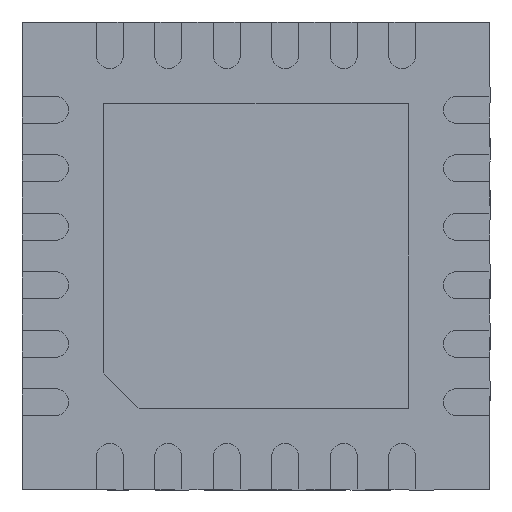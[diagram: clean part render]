
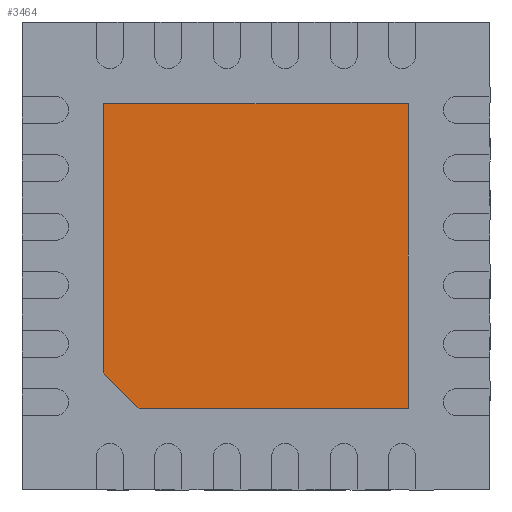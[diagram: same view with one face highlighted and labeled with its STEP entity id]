
A CAD part, front view. The second image highlights one B-rep face of the part: STEP entity #3464.
In plain terms, the highlighted planar face has unit normal (0, -1, 0).
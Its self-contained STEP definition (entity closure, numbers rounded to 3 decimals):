
#1 = VECTOR ( 'NONE', #7138, 1000. ) ;
#334 = EDGE_CURVE ( 'NONE', #6223, #5773, #6312, .T. ) ;
#430 = ORIENTED_EDGE ( 'NONE', *, *, #334, .T. ) ;
#941 = CARTESIAN_POINT ( 'NONE',  ( 1.3, 0., 1.3 ) ) ;
#1866 = VERTEX_POINT ( 'NONE', #3996 ) ;
#1920 = EDGE_CURVE ( 'NONE', #1866, #6332, #2230, .T. ) ;
#1925 = CARTESIAN_POINT ( 'NONE',  ( 1.3, 0., -1.3 ) ) ;
#1945 = EDGE_CURVE ( 'NONE', #6332, #6576, #7615, .T. ) ;
#2109 = CARTESIAN_POINT ( 'NONE',  ( -1.3, 0., -1. ) ) ;
#2230 = LINE ( 'NONE', #2109, #2736 ) ;
#2363 = CARTESIAN_POINT ( 'NONE',  ( 0., 0., 0. ) ) ;
#2391 = ORIENTED_EDGE ( 'NONE', *, *, #1945, .T. ) ;
#2416 = LINE ( 'NONE', #1925, #1 ) ;
#2466 = AXIS2_PLACEMENT_3D ( 'NONE', #2363, #3728, #5609 ) ;
#2471 = CARTESIAN_POINT ( 'NONE',  ( -1., 0., -1.3 ) ) ;
#2559 = ORIENTED_EDGE ( 'NONE', *, *, #1920, .T. ) ;
#2736 = VECTOR ( 'NONE', #6036, 1000. ) ;
#3446 = CARTESIAN_POINT ( 'NONE',  ( -1., 0., -1.3 ) ) ;
#3464 = ADVANCED_FACE ( 'NONE', ( #7484 ), #6284, .T. ) ;
#3492 = DIRECTION ( 'NONE',  ( -1., 0., 0. ) ) ;
#3728 = DIRECTION ( 'NONE',  ( 0., -1., 0. ) ) ;
#3807 = CARTESIAN_POINT ( 'NONE',  ( 1.3, 0., 1.3 ) ) ;
#3853 = DIRECTION ( 'NONE',  ( 0., 0., -1. ) ) ;
#3990 = EDGE_LOOP ( 'NONE', ( #7651, #2559, #2391, #8053, #430 ) ) ;
#3996 = CARTESIAN_POINT ( 'NONE',  ( -1.3, 0., -1. ) ) ;
#4043 = CARTESIAN_POINT ( 'NONE',  ( 1.3, 0., -1.3 ) ) ;
#4101 = DIRECTION ( 'NONE',  ( 1., 0., 0. ) ) ;
#4147 = VECTOR ( 'NONE', #4101, 1000. ) ;
#4682 = EDGE_CURVE ( 'NONE', #5773, #1866, #5228, .T. ) ;
#5228 = LINE ( 'NONE', #7831, #7272 ) ;
#5609 = DIRECTION ( 'NONE',  ( 0., 0., -1. ) ) ;
#5773 = VERTEX_POINT ( 'NONE', #6350 ) ;
#6036 = DIRECTION ( 'NONE',  ( 0.707, 0., -0.707 ) ) ;
#6223 = VERTEX_POINT ( 'NONE', #3807 ) ;
#6284 = PLANE ( 'NONE',  #2466 ) ;
#6312 = LINE ( 'NONE', #941, #6632 ) ;
#6332 = VERTEX_POINT ( 'NONE', #2471 ) ;
#6350 = CARTESIAN_POINT ( 'NONE',  ( -1.3, 0., 1.3 ) ) ;
#6576 = VERTEX_POINT ( 'NONE', #4043 ) ;
#6632 = VECTOR ( 'NONE', #3492, 1000. ) ;
#6977 = EDGE_CURVE ( 'NONE', #6576, #6223, #2416, .T. ) ;
#7138 = DIRECTION ( 'NONE',  ( 0., 0., 1. ) ) ;
#7272 = VECTOR ( 'NONE', #3853, 1000. ) ;
#7484 = FACE_OUTER_BOUND ( 'NONE', #3990, .T. ) ;
#7615 = LINE ( 'NONE', #3446, #4147 ) ;
#7651 = ORIENTED_EDGE ( 'NONE', *, *, #4682, .T. ) ;
#7831 = CARTESIAN_POINT ( 'NONE',  ( -1.3, 0., 1.3 ) ) ;
#8053 = ORIENTED_EDGE ( 'NONE', *, *, #6977, .T. ) ;
